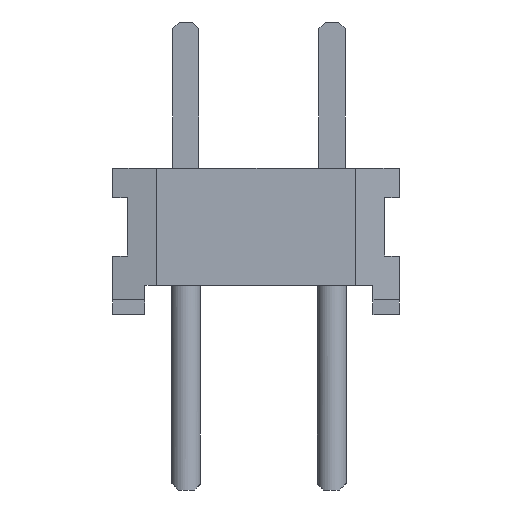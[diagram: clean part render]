
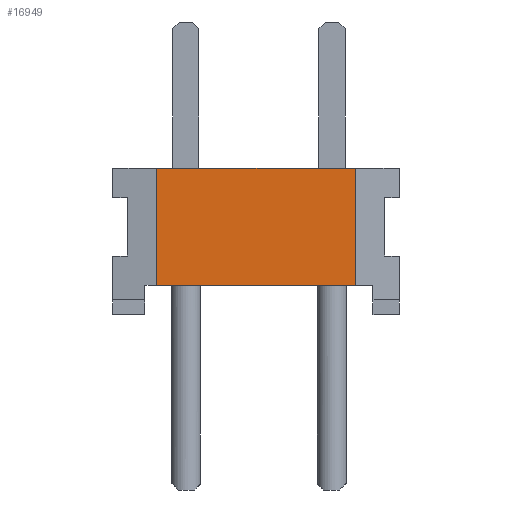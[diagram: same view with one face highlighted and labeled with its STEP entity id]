
A CAD part, left-side view. The second image highlights one B-rep face of the part: STEP entity #16949.
In plain terms, the highlighted planar face has unit normal (-1, 0, 0).
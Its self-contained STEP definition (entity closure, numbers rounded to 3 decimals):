
#16949 = ADVANCED_FACE('',(#16950),#16984,.F.);
#16950 = FACE_BOUND('',#16951,.T.);
#16951 = EDGE_LOOP('',(#16952,#16962,#16970,#16978));
#16952 = ORIENTED_EDGE('',*,*,#16953,.F.);
#16953 = EDGE_CURVE('',#16954,#16956,#16958,.T.);
#16954 = VERTEX_POINT('',#16955);
#16955 = CARTESIAN_POINT('',(-19.05,1.778,2.54));
#16956 = VERTEX_POINT('',#16957);
#16957 = CARTESIAN_POINT('',(-19.05,-1.676,2.54));
#16958 = LINE('',#16959,#16960);
#16959 = CARTESIAN_POINT('',(-19.05,2.54,2.54));
#16960 = VECTOR('',#16961,1.);
#16961 = DIRECTION('',(0.,-1.,0.));
#16962 = ORIENTED_EDGE('',*,*,#16963,.T.);
#16963 = EDGE_CURVE('',#16954,#16964,#16966,.T.);
#16964 = VERTEX_POINT('',#16965);
#16965 = CARTESIAN_POINT('',(-19.05,1.778,0.508));
#16966 = LINE('',#16967,#16968);
#16967 = CARTESIAN_POINT('',(-19.05,1.778,2.54));
#16968 = VECTOR('',#16969,1.);
#16969 = DIRECTION('',(0.,0.,-1.));
#16970 = ORIENTED_EDGE('',*,*,#16971,.T.);
#16971 = EDGE_CURVE('',#16964,#16972,#16974,.T.);
#16972 = VERTEX_POINT('',#16973);
#16973 = CARTESIAN_POINT('',(-19.05,-1.676,0.508));
#16974 = LINE('',#16975,#16976);
#16975 = CARTESIAN_POINT('',(-19.05,1.981,0.508));
#16976 = VECTOR('',#16977,1.);
#16977 = DIRECTION('',(0.,-1.,0.));
#16978 = ORIENTED_EDGE('',*,*,#16979,.T.);
#16979 = EDGE_CURVE('',#16972,#16956,#16980,.T.);
#16980 = LINE('',#16981,#16982);
#16981 = CARTESIAN_POINT('',(-19.05,-1.676,2.54));
#16982 = VECTOR('',#16983,1.);
#16983 = DIRECTION('',(0.,0.,1.));
#16984 = PLANE('',#16985);
#16985 = AXIS2_PLACEMENT_3D('',#16986,#16987,#16988);
#16986 = CARTESIAN_POINT('',(-19.05,2.54,2.54));
#16987 = DIRECTION('',(1.,0.,0.));
#16988 = DIRECTION('',(0.,1.,0.));
